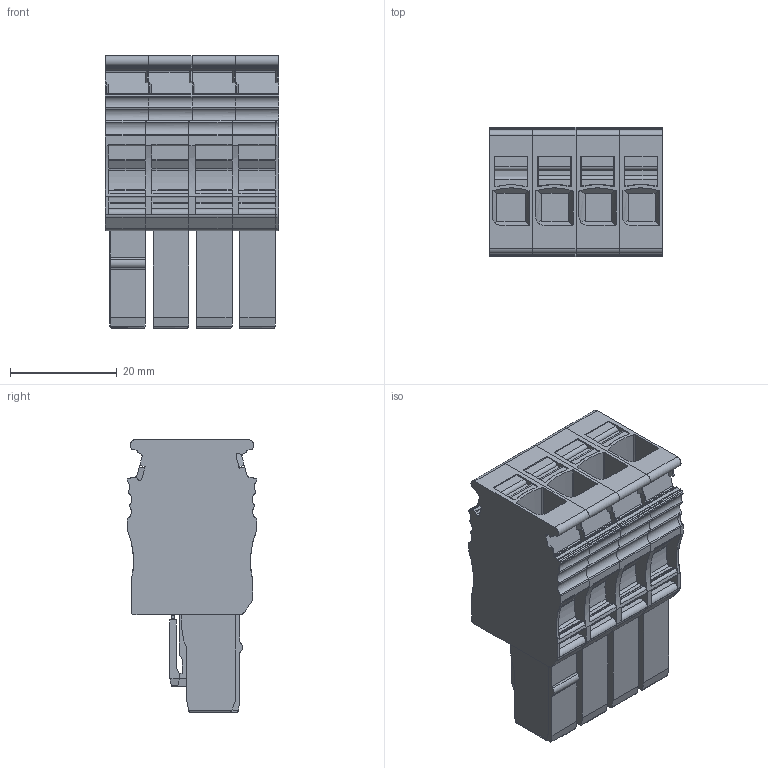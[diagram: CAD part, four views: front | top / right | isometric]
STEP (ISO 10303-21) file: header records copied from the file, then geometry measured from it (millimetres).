
FILE_DESCRIPTION(('CATIA V5 STEP Exchange','CAx-IF Rec.Pracs.--- Model Styling and Organization---1.4--- 2014-01-23'),'2;1');
FILE_NAME ('1369312-3_0', '2022-04-25T07:44:06+00:00', ('none'), ('Weidmueller'), 'CATIA Version 5-6 Release 2016 SP3 HF44', 'CATIA V5 STEP AP214', 'none');
FILE_SCHEMA(('AUTOMOTIVE_DESIGN { 1 0 10303 214 1 1 1 1 }'));
Products named in the file (1): 2829060000
Bounding box: 32.4 x 24.3 x 50.95 mm (x, y, z)
Volume: 23991.1 mm3; surface area: 20636.7 mm2
Topology: 9 solids, 27 shells, 2639 faces, 6783 edges, 4282 vertices
Faces by surface type: plane 1040, cylinder 886, cone 359, torus 230, extrusion 93, bspline 31
Entity records: 78722 total; most frequent: CARTESIAN_POINT 19058, ORIENTED_EDGE 13558, DIRECTION 9922, EDGE_CURVE 6779, VERTEX_POINT 4282, AXIS2_PLACEMENT_3D 4017, VECTOR 3947, LINE 3854
